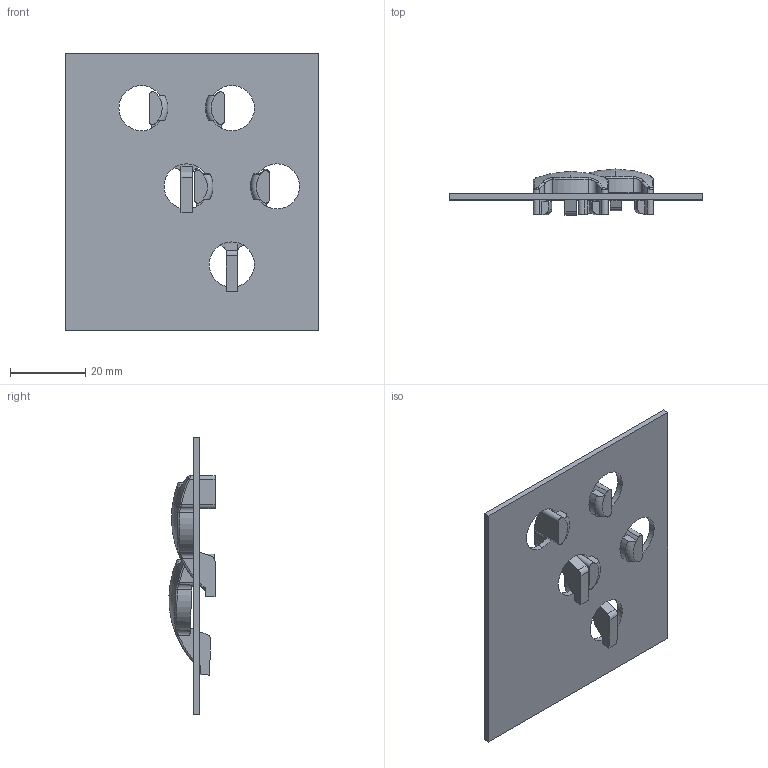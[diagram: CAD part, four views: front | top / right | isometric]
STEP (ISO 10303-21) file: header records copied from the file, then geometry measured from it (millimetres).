
FILE_DESCRIPTION (( 'STEP AP214' ), '1' );
FILE_NAME ('2buttons.STEP', '2019-11-15T16:40:41', ( '' ), ( '' ), 'SwSTEP 2.0', 'SolidWorks 2014', '' );
FILE_SCHEMA (( 'AUTOMOTIVE_DESIGN' ));
Length unit declared in the file: inch
Products named in the file (3): board; Keycap; 2buttons
Assembly tree (3 placements, depth 2):
  2buttons
    Keycap  x2
    board
Bounding box: 67.48 x 12.24 x 73.55 mm (x, y, z)
Volume: 11291 mm3; surface area: 12416.5 mm2
Topology: 3 solids, 3 shells, 152 faces, 388 edges, 238 vertices
Faces by surface type: cylinder 54, plane 40, bspline 36, torus 18, sphere 4
Entity records: 3337 total; most frequent: CARTESIAN_POINT 1170, ORIENTED_EDGE 426, DIRECTION 423, EDGE_CURVE 213, AXIS2_PLACEMENT_3D 174, VERTEX_POINT 133, CIRCLE 102, EDGE_LOOP 94
